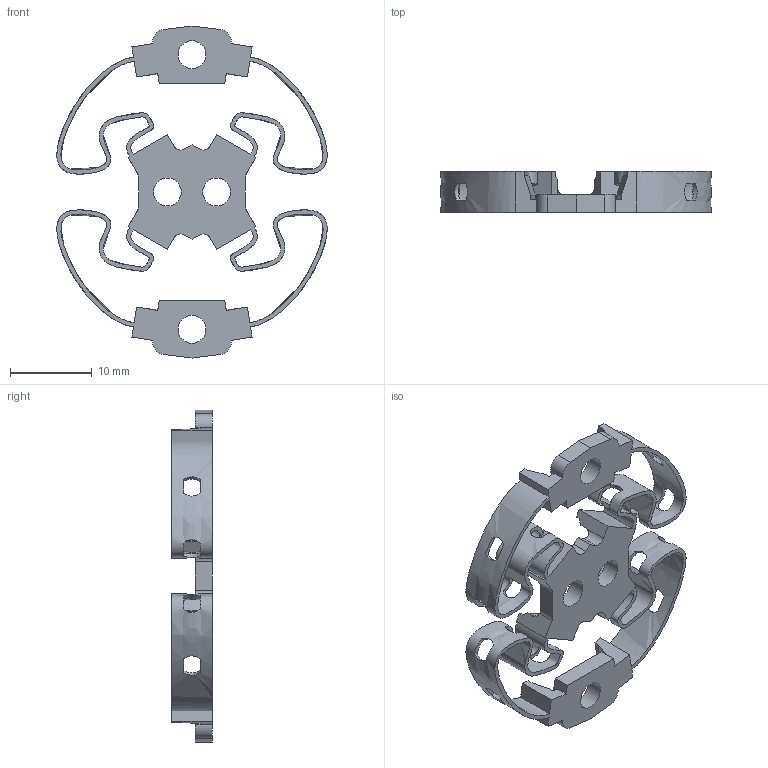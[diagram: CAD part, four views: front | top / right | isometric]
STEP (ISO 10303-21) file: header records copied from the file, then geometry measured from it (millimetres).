
FILE_DESCRIPTION(/* description */ (''),/* implementation_level */ '2;1');
FILE_NAME(/* name */ 'Flexure_Mini_Renforced.step',/* time_stamp */ '2023-12-10T15:37:52-07:00',/* author */ (''),/* organization */ (''),/* preprocessor_version */ 'ST-DEVELOPER v20',/* originating_system */ 'Autodesk Translation Framework v12.14.0.127',/* authorisation */ '');
FILE_SCHEMA (('AUTOMOTIVE_DESIGN { 1 0 10303 214 3 1 1 }'));
Length unit declared in the file: millimetre
Products named in the file (1): FlexureMini
Bounding box: 32.98 x 5 x 40.5 mm (x, y, z)
Volume: 1075.8 mm3; surface area: 2823.9 mm2
Topology: 1 solids, 1 shells, 192 faces, 582 edges, 390 vertices
Faces by surface type: plane 124, cylinder 60, bspline 8
Full cylindrical faces by diameter (mm): 3.4 x4
Entity records: 10990 total; most frequent: CARTESIAN_POINT 5949, ORIENTED_EDGE 1164, DIRECTION 830, EDGE_CURVE 582, VERTEX_POINT 390, LINE 364, VECTOR 364, EDGE_LOOP 234
